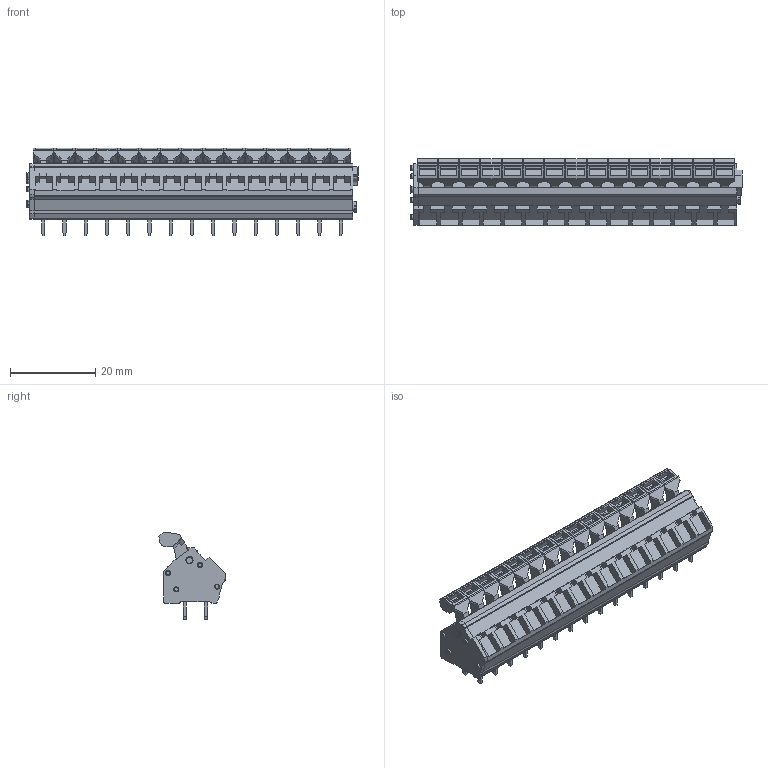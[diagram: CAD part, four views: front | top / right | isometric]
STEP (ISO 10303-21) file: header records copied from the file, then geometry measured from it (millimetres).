
FILE_DESCRIPTION(('CATIA V5 STEP Exchange','CAx-IF Rec.Pracs.--- Model Styling and Organization---1.4--- 2014-01-23'),'2;1');
FILE_NAME ('028315-2_0', '2022-08-09T09:32:44+00:00', ('none'), ('Weidmueller'), 'CATIA Version 5-6 Release 2016 SP3 HF44', 'CATIA V5 STEP AP214', 'none');
FILE_SCHEMA(('AUTOMOTIVE_DESIGN { 1 0 10303 214 1 1 1 1 }'));
Length unit declared in the file: millimetre
Products named in the file (1): 1957740000
Bounding box: 78.1 x 15.6 x 20.65 mm (x, y, z)
Volume: 11386.7 mm3; surface area: 7700.9 mm2
Topology: 47 solids, 47 shells, 1379 faces, 3722 edges, 2472 vertices
Faces by surface type: plane 1108, cylinder 247, cone 16, torus 8
Entity records: 42365 total; most frequent: CARTESIAN_POINT 8058, ORIENTED_EDGE 7444, DIRECTION 5710, EDGE_CURVE 3722, VECTOR 3200, LINE 3200, VERTEX_POINT 2472, AXIS2_PLACEMENT_3D 1434
